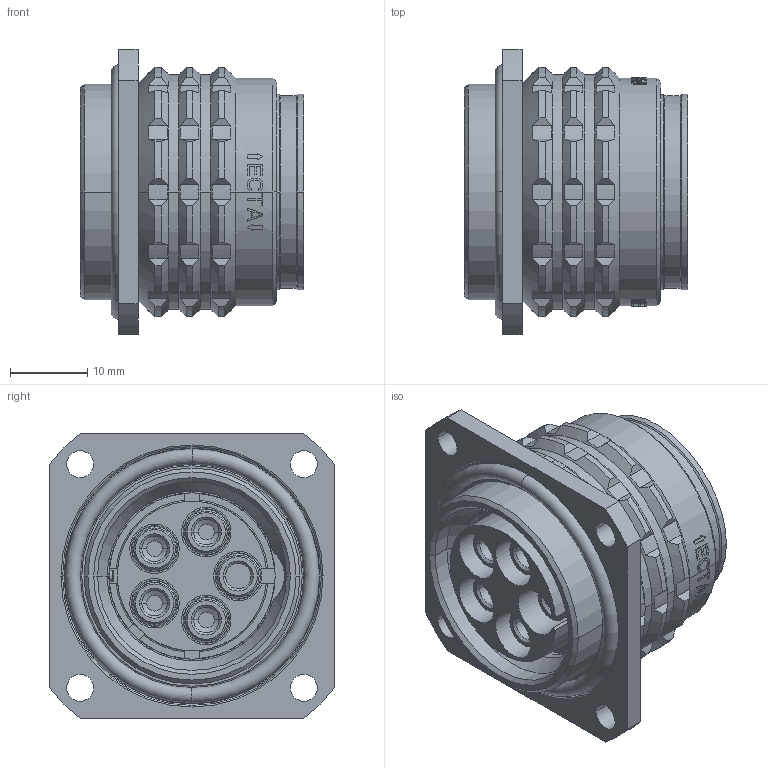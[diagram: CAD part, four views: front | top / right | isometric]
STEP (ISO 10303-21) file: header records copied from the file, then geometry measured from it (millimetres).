
FILE_DESCRIPTION((''),'2;1');
FILE_NAME('1331MESV405FS','2024-08-23T08:44:49',('paultorloting'),('NET AG system integration'),'CREO PARAMETRIC BY PTC INC, 2021404','CREO PARAMETRIC BY PTC INC, 2021404','');
FILE_SCHEMA(('AUTOMOTIVE_DESIGN { 1 0 10303 214 1 1 1 1 }'));
Length unit declared in the file: millimetre
Products named in the file (1): 1331MESV405FS
Bounding box: 29 x 37 x 37 mm (x, y, z)
Volume: 16004.3 mm3; surface area: 14583 mm2
Topology: 1 solids, 1 shells, 878 faces, 2320 edges, 1501 vertices
Faces by surface type: plane 401, cylinder 316, torus 77, cone 67, sphere 12, bspline 5
Entity records: 38790 total; most frequent: CARTESIAN_POINT 11251, ORIENTED_EDGE 4616, DIRECTION 4428, EDGE_CURVE 2308, AXIS2_PLACEMENT_3D 1772, VERTEX_POINT 1501, EDGE_LOOP 975, CIRCLE 889
